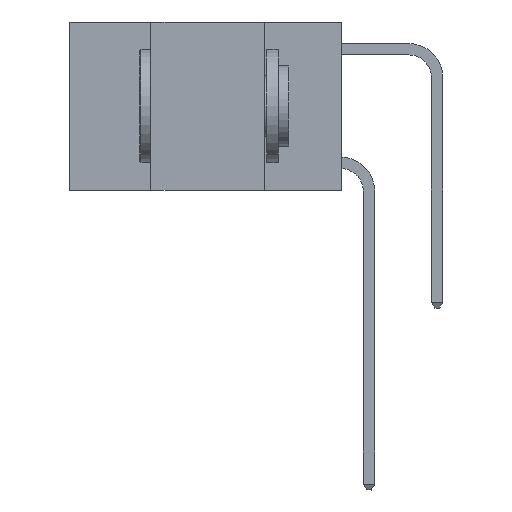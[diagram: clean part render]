
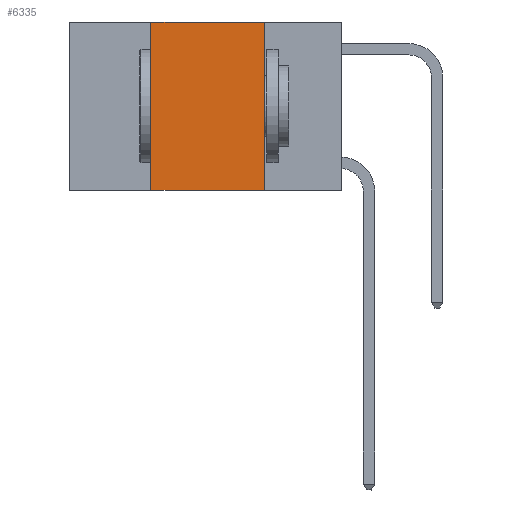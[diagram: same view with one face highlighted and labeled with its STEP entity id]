
A CAD part, left-side view. The second image highlights one B-rep face of the part: STEP entity #6335.
In plain terms, the highlighted planar face has unit normal (-1, 0, 0).
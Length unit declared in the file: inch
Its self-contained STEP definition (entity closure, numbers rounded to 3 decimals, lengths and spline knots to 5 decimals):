
#7 = CARTESIAN_POINT ( 'NONE',  ( 0., 0.6, 0. ) ) ;
#419 = VERTEX_POINT ( 'NONE', #6852 ) ;
#808 = CARTESIAN_POINT ( 'NONE',  ( 0., 0.42, -0.37 ) ) ;
#834 = AXIS2_PLACEMENT_3D ( 'NONE', #7, #11279, #1638 ) ;
#934 = VECTOR ( 'NONE', #3245, 39.37008 ) ;
#1050 = ORIENTED_EDGE ( 'NONE', *, *, #11648, .F. ) ;
#1563 = ORIENTED_EDGE ( 'NONE', *, *, #17693, .T. ) ;
#1638 = DIRECTION ( 'NONE',  ( 0., 0., -1. ) ) ;
#2414 = EDGE_CURVE ( 'NONE', #6064, #419, #19068, .T. ) ;
#2735 = CARTESIAN_POINT ( 'NONE',  ( 0., 0.17, 0. ) ) ;
#3245 = DIRECTION ( 'NONE',  ( 0., -1., 0. ) ) ;
#3956 = EDGE_CURVE ( 'NONE', #9634, #11581, #18738, .T. ) ;
#4717 = PLANE ( 'NONE',  #834 ) ;
#6064 = VERTEX_POINT ( 'NONE', #808 ) ;
#6335 = ADVANCED_FACE ( 'NONE', ( #13992 ), #4717, .F. ) ;
#6852 = CARTESIAN_POINT ( 'NONE',  ( 0., 0.42, 0. ) ) ;
#7892 = EDGE_LOOP ( 'NONE', ( #17612, #1050, #13913, #1563 ) ) ;
#8022 = CARTESIAN_POINT ( 'NONE',  ( 0., 0.6, -0.37 ) ) ;
#9634 = VERTEX_POINT ( 'NONE', #17840 ) ;
#10063 = DIRECTION ( 'NONE',  ( 0., -1., 0. ) ) ;
#10754 = DIRECTION ( 'NONE',  ( 0., 0., -1. ) ) ;
#11279 = DIRECTION ( 'NONE',  ( 1., 0., 0. ) ) ;
#11581 = VERTEX_POINT ( 'NONE', #19442 ) ;
#11648 = EDGE_CURVE ( 'NONE', #419, #9634, #16314, .T. ) ;
#11958 = CARTESIAN_POINT ( 'NONE',  ( 0., 0.42, 0. ) ) ;
#13913 = ORIENTED_EDGE ( 'NONE', *, *, #2414, .F. ) ;
#13992 = FACE_OUTER_BOUND ( 'NONE', #7892, .T. ) ;
#14071 = VECTOR ( 'NONE', #10754, 39.37008 ) ;
#14288 = LINE ( 'NONE', #8022, #934 ) ;
#14907 = VECTOR ( 'NONE', #16753, 39.37008 ) ;
#14933 = CARTESIAN_POINT ( 'NONE',  ( 0., 0.6, 0. ) ) ;
#16314 = LINE ( 'NONE', #14933, #20462 ) ;
#16753 = DIRECTION ( 'NONE',  ( 0., 0., 1. ) ) ;
#17612 = ORIENTED_EDGE ( 'NONE', *, *, #3956, .F. ) ;
#17693 = EDGE_CURVE ( 'NONE', #6064, #11581, #14288, .T. ) ;
#17840 = CARTESIAN_POINT ( 'NONE',  ( 0., 0.17, 0. ) ) ;
#18738 = LINE ( 'NONE', #2735, #14071 ) ;
#19068 = LINE ( 'NONE', #11958, #14907 ) ;
#19442 = CARTESIAN_POINT ( 'NONE',  ( 0., 0.17, -0.37 ) ) ;
#20462 = VECTOR ( 'NONE', #10063, 39.37008 ) ;
